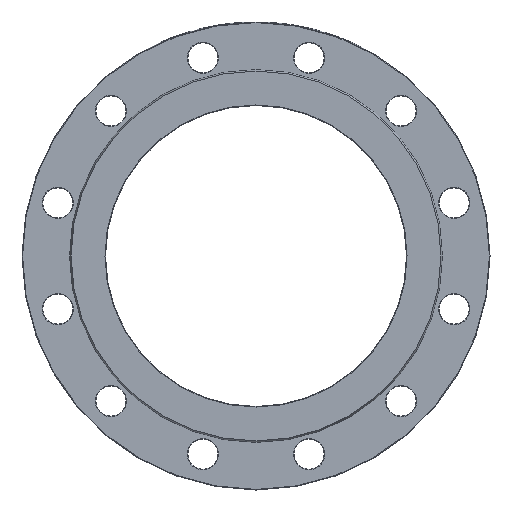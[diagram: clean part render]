
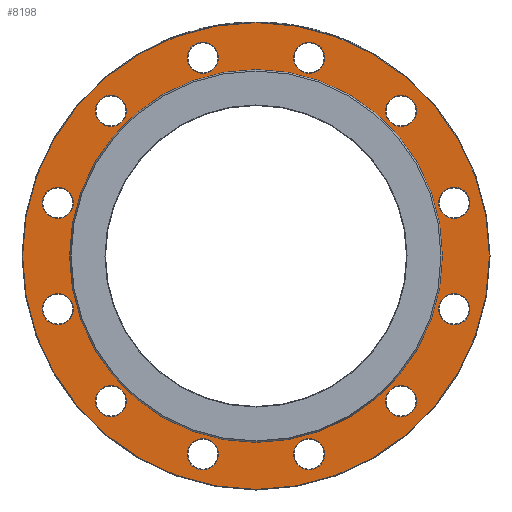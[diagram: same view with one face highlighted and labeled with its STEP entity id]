
A CAD part, left-side view. The second image highlights one B-rep face of the part: STEP entity #8198.
In plain terms, the highlighted planar face has unit normal (-1, 0, 0).
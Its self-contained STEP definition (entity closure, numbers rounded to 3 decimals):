
#52 = AXIS2_PLACEMENT_3D ( 'NONE', #9390, #2776, #1940 ) ;
#147 = DIRECTION ( 'NONE',  ( 0., 0., -1. ) ) ;
#228 = CARTESIAN_POINT ( 'NONE',  ( 3., -171.452, 45.94 ) ) ;
#322 = VERTEX_POINT ( 'NONE', #4763 ) ;
#368 = ORIENTED_EDGE ( 'NONE', *, *, #4762, .F. ) ;
#415 = ORIENTED_EDGE ( 'NONE', *, *, #9262, .T. ) ;
#424 = CIRCLE ( 'NONE', #9325, 13.5 ) ;
#436 = CIRCLE ( 'NONE', #2766, 13.5 ) ;
#531 = VERTEX_POINT ( 'NONE', #3509 ) ;
#665 = DIRECTION ( 'NONE',  ( 1., 0., 0. ) ) ;
#735 = CIRCLE ( 'NONE', #8378, 13.5 ) ;
#779 = EDGE_CURVE ( 'NONE', #6590, #6590, #9110, .T. ) ;
#816 = VERTEX_POINT ( 'NONE', #7511 ) ;
#897 = DIRECTION ( 'NONE',  ( 1., 0., 0. ) ) ;
#1181 = CARTESIAN_POINT ( 'NONE',  ( 3., -171.452, -45.94 ) ) ;
#1345 = EDGE_LOOP ( 'NONE', ( #2773 ) ) ;
#1394 = EDGE_LOOP ( 'NONE', ( #415 ) ) ;
#1427 = DIRECTION ( 'NONE',  ( 0., -1., 0. ) ) ;
#1479 = EDGE_CURVE ( 'NONE', #4342, #4342, #3312, .T. ) ;
#1502 = CARTESIAN_POINT ( 'NONE',  ( 3., 34.249, -178.202 ) ) ;
#1609 = DIRECTION ( 'NONE',  ( 1., 0., 0. ) ) ;
#1678 = FACE_BOUND ( 'NONE', #3560, .T. ) ;
#1687 = AXIS2_PLACEMENT_3D ( 'NONE', #6742, #1609, #147 ) ;
#1741 = DIRECTION ( 'NONE',  ( 1., 0., 0. ) ) ;
#1773 = FACE_BOUND ( 'NONE', #5946, .T. ) ;
#1819 = CARTESIAN_POINT ( 'NONE',  ( 3., 161.336, 0. ) ) ;
#1836 = DIRECTION ( 'NONE',  ( 0., -0.866, -0.5 ) ) ;
#1866 = CARTESIAN_POINT ( 'NONE',  ( 3., 0., 0. ) ) ;
#1940 = DIRECTION ( 'NONE',  ( 0., 0.5, 0.866 ) ) ;
#1973 = EDGE_LOOP ( 'NONE', ( #6621 ) ) ;
#2143 = DIRECTION ( 'NONE',  ( -1., 0., 0. ) ) ;
#2172 = AXIS2_PLACEMENT_3D ( 'NONE', #3729, #5977, #1427 ) ;
#2267 = EDGE_CURVE ( 'NONE', #6637, #6637, #735, .T. ) ;
#2282 = DIRECTION ( 'NONE',  ( 0., 0., 1. ) ) ;
#2330 = CARTESIAN_POINT ( 'NONE',  ( 3., 137.203, 118.761 ) ) ;
#2409 = FACE_BOUND ( 'NONE', #5222, .T. ) ;
#2415 = EDGE_LOOP ( 'NONE', ( #5714 ) ) ;
#2418 = EDGE_CURVE ( 'NONE', #7328, #7328, #6039, .T. ) ;
#2424 = CARTESIAN_POINT ( 'NONE',  ( 3., 171.452, 45.94 ) ) ;
#2456 = FACE_BOUND ( 'NONE', #3426, .T. ) ;
#2466 = CIRCLE ( 'NONE', #4353, 13.5 ) ;
#2727 = CARTESIAN_POINT ( 'NONE',  ( 3., 118.761, -137.203 ) ) ;
#2766 = AXIS2_PLACEMENT_3D ( 'NONE', #8182, #7759, #3952 ) ;
#2773 = ORIENTED_EDGE ( 'NONE', *, *, #4053, .T. ) ;
#2776 = DIRECTION ( 'NONE',  ( 1., 0., 0. ) ) ;
#2914 = DIRECTION ( 'NONE',  ( 0., -0.5, -0.866 ) ) ;
#3060 = CARTESIAN_POINT ( 'NONE',  ( 3., 0., 161.336 ) ) ;
#3074 = CIRCLE ( 'NONE', #4483, 13.5 ) ;
#3150 = EDGE_LOOP ( 'NONE', ( #7361 ) ) ;
#3278 = EDGE_CURVE ( 'NONE', #5035, #5035, #424, .T. ) ;
#3312 = CIRCLE ( 'NONE', #7842, 13.5 ) ;
#3325 = ORIENTED_EDGE ( 'NONE', *, *, #779, .T. ) ;
#3353 = DIRECTION ( 'NONE',  ( 0., 0.866, -0.5 ) ) ;
#3426 = EDGE_LOOP ( 'NONE', ( #8829 ) ) ;
#3509 = CARTESIAN_POINT ( 'NONE',  ( 3., 0., -202. ) ) ;
#3560 = EDGE_LOOP ( 'NONE', ( #368 ) ) ;
#3614 = CARTESIAN_POINT ( 'NONE',  ( 3., -171.452, 59.44 ) ) ;
#3707 = AXIS2_PLACEMENT_3D ( 'NONE', #1866, #6942, #8619 ) ;
#3729 = CARTESIAN_POINT ( 'NONE',  ( 3., -45.94, -171.452 ) ) ;
#3805 = CARTESIAN_POINT ( 'NONE',  ( 3., 0., 0. ) ) ;
#3813 = EDGE_CURVE ( 'NONE', #531, #531, #7923, .T. ) ;
#3836 = EDGE_CURVE ( 'NONE', #4293, #4293, #3074, .T. ) ;
#3952 = DIRECTION ( 'NONE',  ( 0., 1., 0. ) ) ;
#3985 = EDGE_LOOP ( 'NONE', ( #4060 ) ) ;
#4053 = EDGE_CURVE ( 'NONE', #816, #816, #436, .T. ) ;
#4060 = ORIENTED_EDGE ( 'NONE', *, *, #7581, .T. ) ;
#4155 = ORIENTED_EDGE ( 'NONE', *, *, #8547, .T. ) ;
#4248 = DIRECTION ( 'NONE',  ( 1., 0., 0. ) ) ;
#4293 = VERTEX_POINT ( 'NONE', #6773 ) ;
#4342 = VERTEX_POINT ( 'NONE', #4986 ) ;
#4353 = AXIS2_PLACEMENT_3D ( 'NONE', #6962, #6337, #1836 ) ;
#4483 = AXIS2_PLACEMENT_3D ( 'NONE', #1181, #7885, #4699 ) ;
#4576 = VERTEX_POINT ( 'NONE', #8985 ) ;
#4660 = CIRCLE ( 'NONE', #2172, 13.5 ) ;
#4699 = DIRECTION ( 'NONE',  ( 0., -0.5, 0.866 ) ) ;
#4752 = FACE_BOUND ( 'NONE', #8865, .T. ) ;
#4762 = EDGE_CURVE ( 'NONE', #9033, #9033, #7455, .T. ) ;
#4763 = CARTESIAN_POINT ( 'NONE',  ( 3., -137.203, -118.761 ) ) ;
#4807 = DIRECTION ( 'NONE',  ( 0., 0., -1. ) ) ;
#4846 = EDGE_CURVE ( 'NONE', #5225, #5225, #5586, .T. ) ;
#4986 = CARTESIAN_POINT ( 'NONE',  ( 3., -34.249, 178.202 ) ) ;
#4988 = CARTESIAN_POINT ( 'NONE',  ( 3., -45.94, 171.452 ) ) ;
#5035 = VERTEX_POINT ( 'NONE', #2727 ) ;
#5168 = DIRECTION ( 'NONE',  ( 0., -0.866, 0.5 ) ) ;
#5222 = EDGE_LOOP ( 'NONE', ( #9448 ) ) ;
#5225 = VERTEX_POINT ( 'NONE', #2330 ) ;
#5452 = FACE_BOUND ( 'NONE', #1345, .T. ) ;
#5546 = FACE_OUTER_BOUND ( 'NONE', #1973, .T. ) ;
#5586 = CIRCLE ( 'NONE', #8706, 13.5 ) ;
#5612 = DIRECTION ( 'NONE',  ( 1., 0., 0. ) ) ;
#5714 = ORIENTED_EDGE ( 'NONE', *, *, #2267, .T. ) ;
#5868 = CARTESIAN_POINT ( 'NONE',  ( 3., 178.202, 34.249 ) ) ;
#5946 = EDGE_LOOP ( 'NONE', ( #9181 ) ) ;
#5977 = DIRECTION ( 'NONE',  ( 1., 0., 0. ) ) ;
#6039 = CIRCLE ( 'NONE', #6503, 13.5 ) ;
#6159 = EDGE_CURVE ( 'NONE', #4576, #4576, #4660, .T. ) ;
#6177 = FACE_BOUND ( 'NONE', #2415, .T. ) ;
#6337 = DIRECTION ( 'NONE',  ( 1., 0., 0. ) ) ;
#6503 = AXIS2_PLACEMENT_3D ( 'NONE', #228, #1741, #9178 ) ;
#6527 = ORIENTED_EDGE ( 'NONE', *, *, #3836, .T. ) ;
#6590 = VERTEX_POINT ( 'NONE', #8750 ) ;
#6610 = EDGE_LOOP ( 'NONE', ( #4155 ) ) ;
#6621 = ORIENTED_EDGE ( 'NONE', *, *, #3813, .T. ) ;
#6637 = VERTEX_POINT ( 'NONE', #5868 ) ;
#6696 = AXIS2_PLACEMENT_3D ( 'NONE', #7363, #665, #5168 ) ;
#6742 = CARTESIAN_POINT ( 'NONE',  ( 3., 171.452, -45.94 ) ) ;
#6773 = CARTESIAN_POINT ( 'NONE',  ( 3., -178.202, -34.249 ) ) ;
#6942 = DIRECTION ( 'NONE',  ( -1., 0., 0. ) ) ;
#6962 = CARTESIAN_POINT ( 'NONE',  ( 3., 45.94, -171.452 ) ) ;
#7003 = CIRCLE ( 'NONE', #6696, 13.5 ) ;
#7004 = FACE_BOUND ( 'NONE', #3150, .T. ) ;
#7261 = EDGE_LOOP ( 'NONE', ( #3325 ) ) ;
#7323 = DIRECTION ( 'NONE',  ( 1., 0., 0. ) ) ;
#7328 = VERTEX_POINT ( 'NONE', #3614 ) ;
#7361 = ORIENTED_EDGE ( 'NONE', *, *, #3278, .T. ) ;
#7363 = CARTESIAN_POINT ( 'NONE',  ( 3., -125.511, -125.511 ) ) ;
#7455 = CIRCLE ( 'NONE', #7929, 161.336 ) ;
#7511 = CARTESIAN_POINT ( 'NONE',  ( 3., 59.44, 171.452 ) ) ;
#7565 = DIRECTION ( 'NONE',  ( 1., 0., 0. ) ) ;
#7581 = EDGE_CURVE ( 'NONE', #9129, #9129, #9671, .T. ) ;
#7689 = FACE_BOUND ( 'NONE', #7988, .T. ) ;
#7738 = FACE_BOUND ( 'NONE', #3985, .T. ) ;
#7759 = DIRECTION ( 'NONE',  ( 1., 0., 0. ) ) ;
#7787 = ORIENTED_EDGE ( 'NONE', *, *, #2418, .T. ) ;
#7842 = AXIS2_PLACEMENT_3D ( 'NONE', #4988, #4248, #9489 ) ;
#7885 = DIRECTION ( 'NONE',  ( 1., 0., 0. ) ) ;
#7923 = CIRCLE ( 'NONE', #3707, 202. ) ;
#7929 = AXIS2_PLACEMENT_3D ( 'NONE', #3805, #2143, #2282 ) ;
#7988 = EDGE_LOOP ( 'NONE', ( #6527 ) ) ;
#8158 = CARTESIAN_POINT ( 'NONE',  ( 3., 125.511, -125.511 ) ) ;
#8162 = CARTESIAN_POINT ( 'NONE',  ( 3., 171.452, -59.44 ) ) ;
#8182 = CARTESIAN_POINT ( 'NONE',  ( 3., 45.94, 171.452 ) ) ;
#8198 = ADVANCED_FACE ( 'NONE', ( #6177, #2409, #5452, #1773, #8381, #4752, #7689, #9162, #2456, #8432, #7004, #7738, #5546, #1678 ), #8522, .F. ) ;
#8209 = VERTEX_POINT ( 'NONE', #1502 ) ;
#8378 = AXIS2_PLACEMENT_3D ( 'NONE', #2424, #7565, #9089 ) ;
#8381 = FACE_BOUND ( 'NONE', #7261, .T. ) ;
#8432 = FACE_BOUND ( 'NONE', #6610, .T. ) ;
#8488 = CARTESIAN_POINT ( 'NONE',  ( 3., 125.511, 125.511 ) ) ;
#8522 = PLANE ( 'NONE',  #9193 ) ;
#8547 = EDGE_CURVE ( 'NONE', #8209, #8209, #2466, .T. ) ;
#8619 = DIRECTION ( 'NONE',  ( 0., 0., -1. ) ) ;
#8706 = AXIS2_PLACEMENT_3D ( 'NONE', #8488, #5612, #3353 ) ;
#8750 = CARTESIAN_POINT ( 'NONE',  ( 3., -118.761, 137.203 ) ) ;
#8829 = ORIENTED_EDGE ( 'NONE', *, *, #6159, .T. ) ;
#8865 = EDGE_LOOP ( 'NONE', ( #7787 ) ) ;
#8985 = CARTESIAN_POINT ( 'NONE',  ( 3., -59.44, -171.452 ) ) ;
#9033 = VERTEX_POINT ( 'NONE', #3060 ) ;
#9089 = DIRECTION ( 'NONE',  ( 0., 0.5, -0.866 ) ) ;
#9110 = CIRCLE ( 'NONE', #52, 13.5 ) ;
#9129 = VERTEX_POINT ( 'NONE', #8162 ) ;
#9162 = FACE_BOUND ( 'NONE', #1394, .T. ) ;
#9178 = DIRECTION ( 'NONE',  ( 0., 0., 1. ) ) ;
#9181 = ORIENTED_EDGE ( 'NONE', *, *, #1479, .T. ) ;
#9193 = AXIS2_PLACEMENT_3D ( 'NONE', #1819, #897, #4807 ) ;
#9262 = EDGE_CURVE ( 'NONE', #322, #322, #7003, .T. ) ;
#9325 = AXIS2_PLACEMENT_3D ( 'NONE', #8158, #7323, #2914 ) ;
#9390 = CARTESIAN_POINT ( 'NONE',  ( 3., -125.511, 125.511 ) ) ;
#9448 = ORIENTED_EDGE ( 'NONE', *, *, #4846, .T. ) ;
#9489 = DIRECTION ( 'NONE',  ( 0., 0.866, 0.5 ) ) ;
#9671 = CIRCLE ( 'NONE', #1687, 13.5 ) ;
